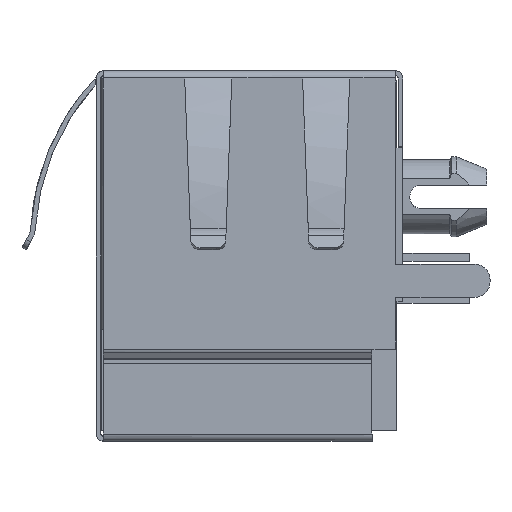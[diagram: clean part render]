
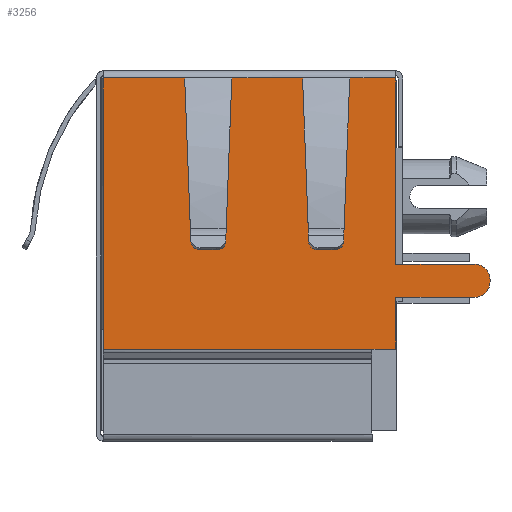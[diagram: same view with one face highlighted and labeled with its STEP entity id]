
A CAD part, left-side view. The second image highlights one B-rep face of the part: STEP entity #3256.
In plain terms, the highlighted planar face has unit normal (-1, 0, 0).
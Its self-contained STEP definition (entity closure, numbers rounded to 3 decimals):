
#3116=AXIS2_PLACEMENT_3D('Plane Axis2P3D',#3113,#3114,#3115) ;
#3176=AXIS2_PLACEMENT_3D('Circle Axis2P3D',#3174,#3175,$) ;
#3190=AXIS2_PLACEMENT_3D('Circle Axis2P3D',#3188,#3189,$) ;
#740=CARTESIAN_POINT('Vertex',(-8.2,9.95,-11.8)) ;
#745=CARTESIAN_POINT('Line Origine',(-8.2,9.95,-6.05)) ;
#749=CARTESIAN_POINT('Vertex',(-8.2,9.95,-0.3)) ;
#3098=CARTESIAN_POINT('Vertex',(-8.2,-1.441,-11.8)) ;
#3101=CARTESIAN_POINT('Line Origine',(-8.2,16.152,-11.8)) ;
#3113=CARTESIAN_POINT('Axis2P3D Location',(-8.2,9.95,-0.2)) ;
#3118=CARTESIAN_POINT('Line Origine',(-8.2,3.,-0.3)) ;
#3122=CARTESIAN_POINT('Vertex',(-8.2,4.5,-0.3)) ;
#3124=CARTESIAN_POINT('Vertex',(-8.2,1.5,-0.3)) ;
#3127=CARTESIAN_POINT('Line Origine',(-8.2,4.506,-0.448)) ;
#3131=CARTESIAN_POINT('Vertex',(-8.2,4.511,-0.597)) ;
#3134=CARTESIAN_POINT('Line Origine',(-8.2,5.5,-0.597)) ;
#3138=CARTESIAN_POINT('Vertex',(-8.2,6.489,-0.597)) ;
#3141=CARTESIAN_POINT('Line Origine',(-8.2,6.494,-0.448)) ;
#3145=CARTESIAN_POINT('Vertex',(-8.2,6.5,-0.3)) ;
#3148=CARTESIAN_POINT('Line Origine',(-8.2,8.225,-0.3)) ;
#3153=CARTESIAN_POINT('Line Origine',(-8.2,-1.945,-11.8)) ;
#3157=CARTESIAN_POINT('Vertex',(-8.2,-2.45,-11.8)) ;
#3160=CARTESIAN_POINT('Line Origine',(-8.2,-2.45,-10.7)) ;
#3164=CARTESIAN_POINT('Vertex',(-8.2,-2.45,-9.6)) ;
#3167=CARTESIAN_POINT('Line Origine',(-8.2,-4.125,-9.6)) ;
#3171=CARTESIAN_POINT('Vertex',(-8.2,-5.8,-9.6)) ;
#3174=CARTESIAN_POINT('Axis2P3D Location',(-8.2,-5.8,-8.95)) ;
#3178=CARTESIAN_POINT('Vertex',(-8.2,-6.45,-8.95)) ;
#3181=CARTESIAN_POINT('Line Origine',(-8.2,-6.45,-8.9)) ;
#3185=CARTESIAN_POINT('Vertex',(-8.2,-6.45,-8.85)) ;
#3188=CARTESIAN_POINT('Axis2P3D Location',(-8.2,-5.8,-8.85)) ;
#3192=CARTESIAN_POINT('Vertex',(-8.2,-5.8,-8.2)) ;
#3195=CARTESIAN_POINT('Line Origine',(-8.2,-4.125,-8.2)) ;
#3199=CARTESIAN_POINT('Vertex',(-8.2,-2.45,-8.2)) ;
#3202=CARTESIAN_POINT('Line Origine',(-8.2,-2.45,-4.25)) ;
#3206=CARTESIAN_POINT('Vertex',(-8.2,-2.45,-0.3)) ;
#3209=CARTESIAN_POINT('Line Origine',(-8.2,-1.475,-0.3)) ;
#3213=CARTESIAN_POINT('Vertex',(-8.2,-0.5,-0.3)) ;
#3216=CARTESIAN_POINT('Line Origine',(-8.2,-0.494,-0.448)) ;
#3220=CARTESIAN_POINT('Vertex',(-8.2,-0.489,-0.597)) ;
#3223=CARTESIAN_POINT('Line Origine',(-8.2,0.5,-0.597)) ;
#3227=CARTESIAN_POINT('Vertex',(-8.2,1.489,-0.597)) ;
#3230=CARTESIAN_POINT('Line Origine',(-8.2,1.494,-0.448)) ;
#746=DIRECTION('Vector Direction',(0.,0.,-1.)) ;
#3102=DIRECTION('Vector Direction',(0.,-1.,0.)) ;
#3114=DIRECTION('Axis2P3D Direction',(-1.,0.,0.)) ;
#3115=DIRECTION('Axis2P3D XDirection',(0.,0.,1.)) ;
#3119=DIRECTION('Vector Direction',(0.,-1.,0.)) ;
#3128=DIRECTION('Vector Direction',(0.,-0.038,0.999)) ;
#3135=DIRECTION('Vector Direction',(0.,1.,0.)) ;
#3142=DIRECTION('Vector Direction',(0.,0.038,0.999)) ;
#3149=DIRECTION('Vector Direction',(0.,-1.,0.)) ;
#3154=DIRECTION('Vector Direction',(0.,-1.,0.)) ;
#3161=DIRECTION('Vector Direction',(0.,0.,1.)) ;
#3168=DIRECTION('Vector Direction',(0.,-1.,0.)) ;
#3175=DIRECTION('Axis2P3D Direction',(-1.,0.,0.)) ;
#3182=DIRECTION('Vector Direction',(0.,0.,1.)) ;
#3189=DIRECTION('Axis2P3D Direction',(-1.,0.,0.)) ;
#3196=DIRECTION('Vector Direction',(0.,1.,0.)) ;
#3203=DIRECTION('Vector Direction',(0.,0.,1.)) ;
#3210=DIRECTION('Vector Direction',(0.,-1.,0.)) ;
#3217=DIRECTION('Vector Direction',(0.,-0.038,0.999)) ;
#3224=DIRECTION('Vector Direction',(0.,1.,0.)) ;
#3231=DIRECTION('Vector Direction',(0.,0.038,0.999)) ;
#747=VECTOR('Line Direction',#746,1.) ;
#3103=VECTOR('Line Direction',#3102,1.) ;
#3120=VECTOR('Line Direction',#3119,1.) ;
#3129=VECTOR('Line Direction',#3128,1.) ;
#3136=VECTOR('Line Direction',#3135,1.) ;
#3143=VECTOR('Line Direction',#3142,1.) ;
#3150=VECTOR('Line Direction',#3149,1.) ;
#3155=VECTOR('Line Direction',#3154,1.) ;
#3162=VECTOR('Line Direction',#3161,1.) ;
#3169=VECTOR('Line Direction',#3168,1.) ;
#3183=VECTOR('Line Direction',#3182,1.) ;
#3197=VECTOR('Line Direction',#3196,1.) ;
#3204=VECTOR('Line Direction',#3203,1.) ;
#3211=VECTOR('Line Direction',#3210,1.) ;
#3218=VECTOR('Line Direction',#3217,1.) ;
#3225=VECTOR('Line Direction',#3224,1.) ;
#3232=VECTOR('Line Direction',#3231,1.) ;
#3236=ORIENTED_EDGE('',*,*,#3126,.F.) ;
#3237=ORIENTED_EDGE('',*,*,#3133,.F.) ;
#3238=ORIENTED_EDGE('',*,*,#3140,.T.) ;
#3239=ORIENTED_EDGE('',*,*,#3147,.T.) ;
#3240=ORIENTED_EDGE('',*,*,#3152,.F.) ;
#3241=ORIENTED_EDGE('',*,*,#751,.T.) ;
#3242=ORIENTED_EDGE('',*,*,#3105,.T.) ;
#3243=ORIENTED_EDGE('',*,*,#3159,.T.) ;
#3244=ORIENTED_EDGE('',*,*,#3166,.T.) ;
#3245=ORIENTED_EDGE('',*,*,#3173,.T.) ;
#3246=ORIENTED_EDGE('',*,*,#3180,.T.) ;
#3247=ORIENTED_EDGE('',*,*,#3187,.T.) ;
#3248=ORIENTED_EDGE('',*,*,#3194,.T.) ;
#3249=ORIENTED_EDGE('',*,*,#3201,.T.) ;
#3250=ORIENTED_EDGE('',*,*,#3208,.T.) ;
#3251=ORIENTED_EDGE('',*,*,#3215,.F.) ;
#3252=ORIENTED_EDGE('',*,*,#3222,.F.) ;
#3253=ORIENTED_EDGE('',*,*,#3229,.T.) ;
#3254=ORIENTED_EDGE('',*,*,#3234,.T.) ;
#3256=ADVANCED_FACE('body',(#3255),#3117,.T.) ;
#3177=CIRCLE('generated circle',#3176,0.65) ;
#3191=CIRCLE('generated circle',#3190,0.65) ;
#751=EDGE_CURVE('',#750,#741,#748,.T.) ;
#3105=EDGE_CURVE('',#741,#3099,#3104,.T.) ;
#3126=EDGE_CURVE('',#3123,#3125,#3121,.T.) ;
#3133=EDGE_CURVE('',#3132,#3123,#3130,.T.) ;
#3140=EDGE_CURVE('',#3132,#3139,#3137,.T.) ;
#3147=EDGE_CURVE('',#3139,#3146,#3144,.T.) ;
#3152=EDGE_CURVE('',#750,#3146,#3151,.T.) ;
#3159=EDGE_CURVE('',#3099,#3158,#3156,.T.) ;
#3166=EDGE_CURVE('',#3158,#3165,#3163,.T.) ;
#3173=EDGE_CURVE('',#3165,#3172,#3170,.T.) ;
#3180=EDGE_CURVE('',#3172,#3179,#3177,.T.) ;
#3187=EDGE_CURVE('',#3179,#3186,#3184,.T.) ;
#3194=EDGE_CURVE('',#3186,#3193,#3191,.T.) ;
#3201=EDGE_CURVE('',#3193,#3200,#3198,.T.) ;
#3208=EDGE_CURVE('',#3200,#3207,#3205,.T.) ;
#3215=EDGE_CURVE('',#3214,#3207,#3212,.T.) ;
#3222=EDGE_CURVE('',#3221,#3214,#3219,.T.) ;
#3229=EDGE_CURVE('',#3221,#3228,#3226,.T.) ;
#3234=EDGE_CURVE('',#3228,#3125,#3233,.T.) ;
#3235=EDGE_LOOP('',(#3236,#3237,#3238,#3239,#3240,#3241,#3242,#3243,#3244,#3245,#3246,#3247,#3248,#3249,#3250,#3251,#3252,#3253,#3254)) ;
#3255=FACE_OUTER_BOUND('',#3235,.T.) ;
#748=LINE('Line',#745,#747) ;
#3104=LINE('Line',#3101,#3103) ;
#3121=LINE('Line',#3118,#3120) ;
#3130=LINE('Line',#3127,#3129) ;
#3137=LINE('Line',#3134,#3136) ;
#3144=LINE('Line',#3141,#3143) ;
#3151=LINE('Line',#3148,#3150) ;
#3156=LINE('Line',#3153,#3155) ;
#3163=LINE('Line',#3160,#3162) ;
#3170=LINE('Line',#3167,#3169) ;
#3184=LINE('Line',#3181,#3183) ;
#3198=LINE('Line',#3195,#3197) ;
#3205=LINE('Line',#3202,#3204) ;
#3212=LINE('Line',#3209,#3211) ;
#3219=LINE('Line',#3216,#3218) ;
#3226=LINE('Line',#3223,#3225) ;
#3233=LINE('Line',#3230,#3232) ;
#3117=PLANE('',#3116) ;
#741=VERTEX_POINT('',#740) ;
#750=VERTEX_POINT('',#749) ;
#3099=VERTEX_POINT('',#3098) ;
#3123=VERTEX_POINT('',#3122) ;
#3125=VERTEX_POINT('',#3124) ;
#3132=VERTEX_POINT('',#3131) ;
#3139=VERTEX_POINT('',#3138) ;
#3146=VERTEX_POINT('',#3145) ;
#3158=VERTEX_POINT('',#3157) ;
#3165=VERTEX_POINT('',#3164) ;
#3172=VERTEX_POINT('',#3171) ;
#3179=VERTEX_POINT('',#3178) ;
#3186=VERTEX_POINT('',#3185) ;
#3193=VERTEX_POINT('',#3192) ;
#3200=VERTEX_POINT('',#3199) ;
#3207=VERTEX_POINT('',#3206) ;
#3214=VERTEX_POINT('',#3213) ;
#3221=VERTEX_POINT('',#3220) ;
#3228=VERTEX_POINT('',#3227) ;
